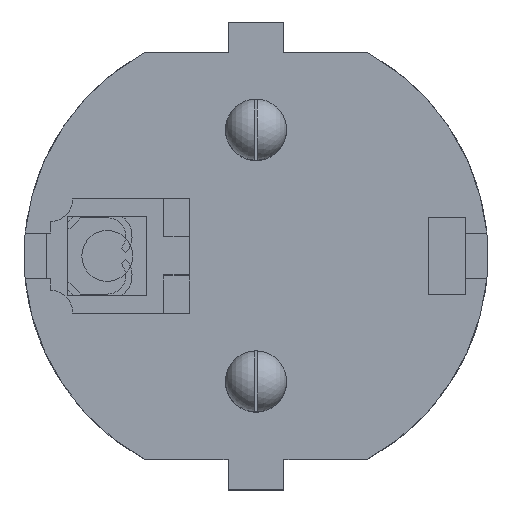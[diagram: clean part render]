
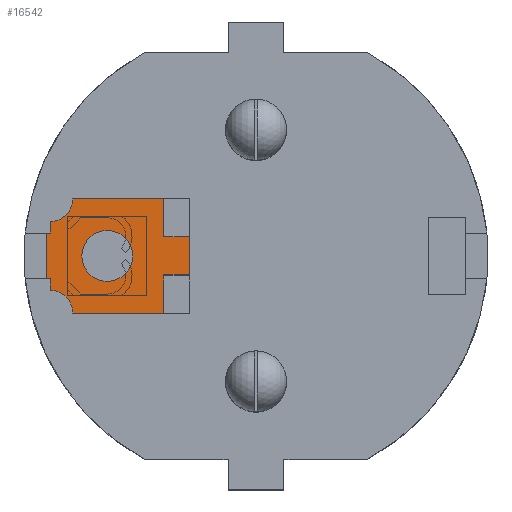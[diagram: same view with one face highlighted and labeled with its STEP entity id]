
A CAD part, top view. The second image highlights one B-rep face of the part: STEP entity #16542.
In plain terms, the highlighted planar face has unit normal (0, 0, 1).
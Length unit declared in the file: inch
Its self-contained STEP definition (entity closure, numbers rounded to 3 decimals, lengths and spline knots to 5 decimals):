
#65 = CARTESIAN_POINT ( 'NONE',  ( -0.17717, 0.56693, -0.00394 ) ) ;
#95 = DIRECTION ( 'NONE',  ( 1., 0., 0. ) ) ;
#279 = LINE ( 'NONE', #3185, #1322 ) ;
#338 = VECTOR ( 'NONE', #9202, 39.37008 ) ;
#669 = EDGE_CURVE ( 'NONE', #10417, #2503, #12026, .T. ) ;
#866 = EDGE_CURVE ( 'NONE', #2503, #5724, #15988, .T. ) ;
#963 = LINE ( 'NONE', #18306, #964 ) ;
#964 = VECTOR ( 'NONE', #5312, 39.37008 ) ;
#1043 = VECTOR ( 'NONE', #1800, 39.37008 ) ;
#1148 = VECTOR ( 'NONE', #95, 39.37008 ) ;
#1322 = VECTOR ( 'NONE', #16093, 39.37008 ) ;
#1549 = EDGE_CURVE ( 'NONE', #14323, #2199, #279, .T. ) ;
#1553 = CARTESIAN_POINT ( 'NONE',  ( 0.07087, 0.64961, -0.00394 ) ) ;
#1800 = DIRECTION ( 'NONE',  ( 1., 0., 0. ) ) ;
#2099 = DIRECTION ( 'NONE',  ( -1., 0., 0. ) ) ;
#2154 = CARTESIAN_POINT ( 'NONE',  ( -0.17717, 0.6378, -0.00394 ) ) ;
#2199 = VERTEX_POINT ( 'NONE', #10951 ) ;
#2304 = CARTESIAN_POINT ( 'NONE',  ( 0., 0.46063, -0.00394 ) ) ;
#2497 = CARTESIAN_POINT ( 'NONE',  ( -0.17717, 0.56693, -0.00394 ) ) ;
#2503 = VERTEX_POINT ( 'NONE', #1553 ) ;
#2618 = ORIENTED_EDGE ( 'NONE', *, *, #5473, .T. ) ;
#2694 = AXIS2_PLACEMENT_3D ( 'NONE', #7071, #4029, #12677 ) ;
#2937 = ORIENTED_EDGE ( 'NONE', *, *, #16584, .F. ) ;
#3062 = CIRCLE ( 'NONE', #16379, 0.07874 ) ;
#3185 = CARTESIAN_POINT ( 'NONE',  ( -0.05906, 0.20669, -0.00394 ) ) ;
#3326 = LINE ( 'NONE', #13560, #14851 ) ;
#3425 = CARTESIAN_POINT ( 'NONE',  ( -0.05906, 0.28543, -0.00394 ) ) ;
#3985 = VECTOR ( 'NONE', #18708, 39.37008 ) ;
#4029 = DIRECTION ( 'NONE',  ( 0., 0., 1. ) ) ;
#4064 = VERTEX_POINT ( 'NONE', #13231 ) ;
#4203 = DIRECTION ( 'NONE',  ( 0., -1., 0. ) ) ;
#4216 = VERTEX_POINT ( 'NONE', #8107 ) ;
#4467 = EDGE_CURVE ( 'NONE', #12021, #10417, #5451, .T. ) ;
#4498 = CARTESIAN_POINT ( 'NONE',  ( -0.07087, 0.64961, -0.00394 ) ) ;
#4606 = EDGE_CURVE ( 'NONE', #17381, #14323, #16414, .T. ) ;
#4951 = EDGE_CURVE ( 'NONE', #9323, #17245, #3062, .T. ) ;
#5187 = FACE_BOUND ( 'NONE', #12650, .T. ) ;
#5192 = DIRECTION ( 'NONE',  ( 0., 1., 0. ) ) ;
#5240 = ORIENTED_EDGE ( 'NONE', *, *, #669, .T. ) ;
#5312 = DIRECTION ( 'NONE',  ( 0., 1., 0. ) ) ;
#5451 = LINE ( 'NONE', #6969, #18499 ) ;
#5473 = EDGE_CURVE ( 'NONE', #4216, #17360, #963, .T. ) ;
#5543 = CARTESIAN_POINT ( 'NONE',  ( 0.05906, 0.28543, -0.00394 ) ) ;
#5595 = VECTOR ( 'NONE', #5192, 39.37008 ) ;
#5724 = VERTEX_POINT ( 'NONE', #14004 ) ;
#5824 = DIRECTION ( 'NONE',  ( 0., 1., 0. ) ) ;
#6518 = VECTOR ( 'NONE', #10290, 39.37008 ) ;
#6762 = CARTESIAN_POINT ( 'NONE',  ( -0.17717, 0.28543, -0.00394 ) ) ;
#6969 = CARTESIAN_POINT ( 'NONE',  ( 0.1063, 0.6378, -0.00394 ) ) ;
#7071 = CARTESIAN_POINT ( 'NONE',  ( 0., 0.46063, -0.00394 ) ) ;
#7608 = ORIENTED_EDGE ( 'NONE', *, *, #4606, .T. ) ;
#8097 = VECTOR ( 'NONE', #5824, 39.37008 ) ;
#8107 = CARTESIAN_POINT ( 'NONE',  ( 0.17717, 0.28543, -0.00394 ) ) ;
#8233 = AXIS2_PLACEMENT_3D ( 'NONE', #12424, #11174, #15537 ) ;
#8528 = CARTESIAN_POINT ( 'NONE',  ( -0.05906, 0.28543, -0.00394 ) ) ;
#8546 = EDGE_CURVE ( 'NONE', #13233, #17381, #11955, .T. ) ;
#8869 = DIRECTION ( 'NONE',  ( 1., 0., 0. ) ) ;
#9202 = DIRECTION ( 'NONE',  ( 0., -1., 0. ) ) ;
#9323 = VERTEX_POINT ( 'NONE', #13988 ) ;
#9362 = PLANE ( 'NONE',  #16619 ) ;
#9457 = FACE_OUTER_BOUND ( 'NONE', #9763, .T. ) ;
#9763 = EDGE_LOOP ( 'NONE', ( #10398, #16676, #16094, #12602, #7608, #12732, #13985, #18559, #2618, #15963, #15619, #5240, #15875, #17616 ) ) ;
#10254 = CARTESIAN_POINT ( 'NONE',  ( -0.07087, 0.64961, -0.00394 ) ) ;
#10287 = CARTESIAN_POINT ( 'NONE',  ( -0.17717, 0.6378, -0.00394 ) ) ;
#10290 = DIRECTION ( 'NONE',  ( -1., 0., 0. ) ) ;
#10393 = CARTESIAN_POINT ( 'NONE',  ( 0.17717, 0.28543, -0.00394 ) ) ;
#10394 = EDGE_CURVE ( 'NONE', #13045, #4216, #11829, .T. ) ;
#10398 = ORIENTED_EDGE ( 'NONE', *, *, #12378, .T. ) ;
#10417 = VERTEX_POINT ( 'NONE', #13236 ) ;
#10615 = EDGE_CURVE ( 'NONE', #15351, #13233, #16060, .T. ) ;
#10646 = EDGE_CURVE ( 'NONE', #2199, #13045, #18541, .T. ) ;
#10951 = CARTESIAN_POINT ( 'NONE',  ( 0.05906, 0.20669, -0.00394 ) ) ;
#11174 = DIRECTION ( 'NONE',  ( 0., 0., -1. ) ) ;
#11564 = AXIS2_PLACEMENT_3D ( 'NONE', #10287, #16078, #8869 ) ;
#11829 = LINE ( 'NONE', #10393, #1148 ) ;
#11955 = LINE ( 'NONE', #14783, #1043 ) ;
#12021 = VERTEX_POINT ( 'NONE', #12284 ) ;
#12026 = LINE ( 'NONE', #18085, #5595 ) ;
#12095 = CIRCLE ( 'NONE', #2694, 0.07874 ) ;
#12284 = CARTESIAN_POINT ( 'NONE',  ( 0.1063, 0.6378, -0.00394 ) ) ;
#12315 = DIRECTION ( 'NONE',  ( 0., 0., 1. ) ) ;
#12378 = EDGE_CURVE ( 'NONE', #4064, #14187, #3326, .T. ) ;
#12424 = CARTESIAN_POINT ( 'NONE',  ( 0.17717, 0.6378, -0.00394 ) ) ;
#12431 = CARTESIAN_POINT ( 'NONE',  ( -0.07874, 0.46063, -0.00394 ) ) ;
#12602 = ORIENTED_EDGE ( 'NONE', *, *, #8546, .T. ) ;
#12650 = EDGE_LOOP ( 'NONE', ( #18457, #2937 ) ) ;
#12677 = DIRECTION ( 'NONE',  ( 1., 0., 0. ) ) ;
#12732 = ORIENTED_EDGE ( 'NONE', *, *, #1549, .T. ) ;
#12760 = DIRECTION ( 'NONE',  ( -1., 0., 0. ) ) ;
#13045 = VERTEX_POINT ( 'NONE', #14826 ) ;
#13078 = CIRCLE ( 'NONE', #11564, 0.07087 ) ;
#13111 = LINE ( 'NONE', #10254, #3985 ) ;
#13231 = CARTESIAN_POINT ( 'NONE',  ( -0.07087, 0.6378, -0.00394 ) ) ;
#13233 = VERTEX_POINT ( 'NONE', #6762 ) ;
#13236 = CARTESIAN_POINT ( 'NONE',  ( 0.07087, 0.6378, -0.00394 ) ) ;
#13448 = EDGE_CURVE ( 'NONE', #5724, #4064, #13111, .T. ) ;
#13560 = CARTESIAN_POINT ( 'NONE',  ( -0.07087, 0.6378, -0.00394 ) ) ;
#13847 = VECTOR ( 'NONE', #4203, 39.37008 ) ;
#13985 = ORIENTED_EDGE ( 'NONE', *, *, #10646, .T. ) ;
#13988 = CARTESIAN_POINT ( 'NONE',  ( 0.07874, 0.46063, -0.00394 ) ) ;
#14004 = CARTESIAN_POINT ( 'NONE',  ( -0.07087, 0.64961, -0.00394 ) ) ;
#14057 = EDGE_CURVE ( 'NONE', #17360, #12021, #16712, .T. ) ;
#14187 = VERTEX_POINT ( 'NONE', #17412 ) ;
#14241 = DIRECTION ( 'NONE',  ( 1., 0., 0. ) ) ;
#14323 = VERTEX_POINT ( 'NONE', #14940 ) ;
#14493 = CARTESIAN_POINT ( 'NONE',  ( 0.17717, 0.56693, -0.00394 ) ) ;
#14783 = CARTESIAN_POINT ( 'NONE',  ( -0.17717, 0.28543, -0.00394 ) ) ;
#14826 = CARTESIAN_POINT ( 'NONE',  ( 0.05906, 0.28543, -0.00394 ) ) ;
#14851 = VECTOR ( 'NONE', #2099, 39.37008 ) ;
#14940 = CARTESIAN_POINT ( 'NONE',  ( -0.05906, 0.20669, -0.00394 ) ) ;
#15351 = VERTEX_POINT ( 'NONE', #2497 ) ;
#15537 = DIRECTION ( 'NONE',  ( 1., 0., 0. ) ) ;
#15578 = DIRECTION ( 'NONE',  ( 0., 0., 1. ) ) ;
#15619 = ORIENTED_EDGE ( 'NONE', *, *, #4467, .T. ) ;
#15875 = ORIENTED_EDGE ( 'NONE', *, *, #866, .T. ) ;
#15963 = ORIENTED_EDGE ( 'NONE', *, *, #14057, .T. ) ;
#15988 = LINE ( 'NONE', #4498, #6518 ) ;
#16060 = LINE ( 'NONE', #65, #13847 ) ;
#16078 = DIRECTION ( 'NONE',  ( 0., 0., -1. ) ) ;
#16093 = DIRECTION ( 'NONE',  ( 1., 0., 0. ) ) ;
#16094 = ORIENTED_EDGE ( 'NONE', *, *, #10615, .T. ) ;
#16379 = AXIS2_PLACEMENT_3D ( 'NONE', #2304, #15578, #14241 ) ;
#16414 = LINE ( 'NONE', #3425, #338 ) ;
#16542 = ADVANCED_FACE ( 'NONE', ( #5187, #9457 ), #9362, .T. ) ;
#16584 = EDGE_CURVE ( 'NONE', #17245, #9323, #12095, .T. ) ;
#16619 = AXIS2_PLACEMENT_3D ( 'NONE', #2154, #12315, #18081 ) ;
#16676 = ORIENTED_EDGE ( 'NONE', *, *, #18082, .T. ) ;
#16712 = CIRCLE ( 'NONE', #8233, 0.07087 ) ;
#17245 = VERTEX_POINT ( 'NONE', #12431 ) ;
#17360 = VERTEX_POINT ( 'NONE', #14493 ) ;
#17381 = VERTEX_POINT ( 'NONE', #8528 ) ;
#17412 = CARTESIAN_POINT ( 'NONE',  ( -0.1063, 0.6378, -0.00394 ) ) ;
#17616 = ORIENTED_EDGE ( 'NONE', *, *, #13448, .T. ) ;
#18081 = DIRECTION ( 'NONE',  ( 1., 0., 0. ) ) ;
#18082 = EDGE_CURVE ( 'NONE', #14187, #15351, #13078, .T. ) ;
#18085 = CARTESIAN_POINT ( 'NONE',  ( 0.07087, 0.6378, -0.00394 ) ) ;
#18306 = CARTESIAN_POINT ( 'NONE',  ( 0.17717, 0.28543, -0.00394 ) ) ;
#18457 = ORIENTED_EDGE ( 'NONE', *, *, #4951, .F. ) ;
#18499 = VECTOR ( 'NONE', #12760, 39.37008 ) ;
#18541 = LINE ( 'NONE', #5543, #8097 ) ;
#18559 = ORIENTED_EDGE ( 'NONE', *, *, #10394, .T. ) ;
#18708 = DIRECTION ( 'NONE',  ( 0., -1., 0. ) ) ;
